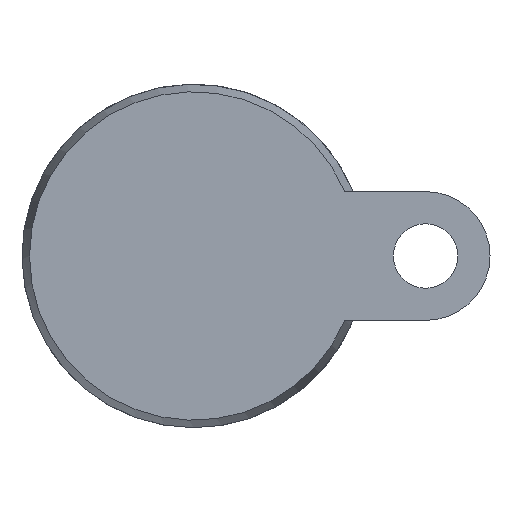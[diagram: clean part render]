
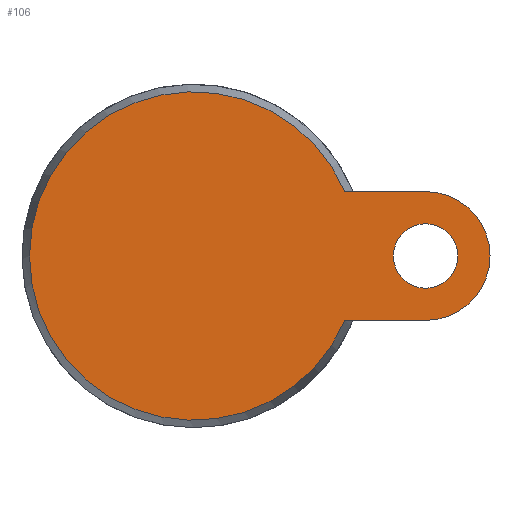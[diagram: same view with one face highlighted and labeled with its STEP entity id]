
A CAD part, front view. The second image highlights one B-rep face of the part: STEP entity #106.
In plain terms, the highlighted planar face has unit normal (0, -1, 0).
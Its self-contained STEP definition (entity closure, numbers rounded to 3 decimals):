
#106 = ADVANCED_FACE( '', ( #235, #236 ), #237, .F. );
#235 = FACE_BOUND( '', #392, .T. );
#236 = FACE_OUTER_BOUND( '', #393, .T. );
#237 = PLANE( '', #394 );
#392 = EDGE_LOOP( '', ( #656 ) );
#393 = EDGE_LOOP( '', ( #657, #658, #659, #660 ) );
#394 = AXIS2_PLACEMENT_3D( '', #661, #662, #663 );
#656 = ORIENTED_EDGE( '', *, *, #920, .T. );
#657 = ORIENTED_EDGE( '', *, *, #859, .F. );
#658 = ORIENTED_EDGE( '', *, *, #921, .T. );
#659 = ORIENTED_EDGE( '', *, *, #922, .F. );
#660 = ORIENTED_EDGE( '', *, *, #891, .F. );
#661 = CARTESIAN_POINT( '', ( 38.25, 0., 0. ) );
#662 = DIRECTION( '', ( 0., 1., 0. ) );
#663 = DIRECTION( '', ( 0., 0., 1. ) );
#859 = EDGE_CURVE( '', #990, #992, #993, .T. );
#891 = EDGE_CURVE( '', #992, #1044, #1045, .T. );
#920 = EDGE_CURVE( '', #1088, #1088, #1089, .T. );
#921 = EDGE_CURVE( '', #990, #1090, #1091, .T. );
#922 = EDGE_CURVE( '', #1044, #1090, #1092, .T. );
#990 = VERTEX_POINT( '', #1182 );
#992 = VERTEX_POINT( '', #1187 );
#993 = LINE( '', #1188, #1189 );
#1044 = VERTEX_POINT( '', #1302 );
#1045 = CIRCLE( '', #1303, 15. );
#1088 = VERTEX_POINT( '', #1388 );
#1089 = CIRCLE( '', #1389, 7.5 );
#1090 = VERTEX_POINT( '', #1390 );
#1091 = CIRCLE( '', #1391, 38.25 );
#1092 = LINE( '', #1392, #1393 );
#1182 = CARTESIAN_POINT( '', ( 35.186, 0., 15. ) );
#1187 = CARTESIAN_POINT( '', ( 54., 0., 15. ) );
#1188 = CARTESIAN_POINT( '', ( 0., 0., 15. ) );
#1189 = VECTOR( '', #1511, 1000. );
#1302 = CARTESIAN_POINT( '', ( 54., 0., -15. ) );
#1303 = AXIS2_PLACEMENT_3D( '', #1536, #1537, #1538 );
#1388 = CARTESIAN_POINT( '', ( 61.5, 0., 0. ) );
#1389 = AXIS2_PLACEMENT_3D( '', #1566, #1567, #1568 );
#1390 = CARTESIAN_POINT( '', ( 35.186, 0., -15. ) );
#1391 = AXIS2_PLACEMENT_3D( '', #1569, #1570, #1571 );
#1392 = CARTESIAN_POINT( '', ( 54., 0., -15. ) );
#1393 = VECTOR( '', #1572, 1000. );
#1511 = DIRECTION( '', ( 1., 0., 0. ) );
#1536 = CARTESIAN_POINT( '', ( 54., 0., 0. ) );
#1537 = DIRECTION( '', ( 0., 1., 0. ) );
#1538 = DIRECTION( '', ( 1., 0., 0. ) );
#1566 = CARTESIAN_POINT( '', ( 54., 0., 0. ) );
#1567 = DIRECTION( '', ( 0., 1., 0. ) );
#1568 = DIRECTION( '', ( 1., 0., 0. ) );
#1569 = CARTESIAN_POINT( '', ( 0., 0., 0. ) );
#1570 = DIRECTION( '', ( 0., -1., 0. ) );
#1571 = DIRECTION( '', ( 0., 0., -1. ) );
#1572 = DIRECTION( '', ( -1., 0., 0. ) );
